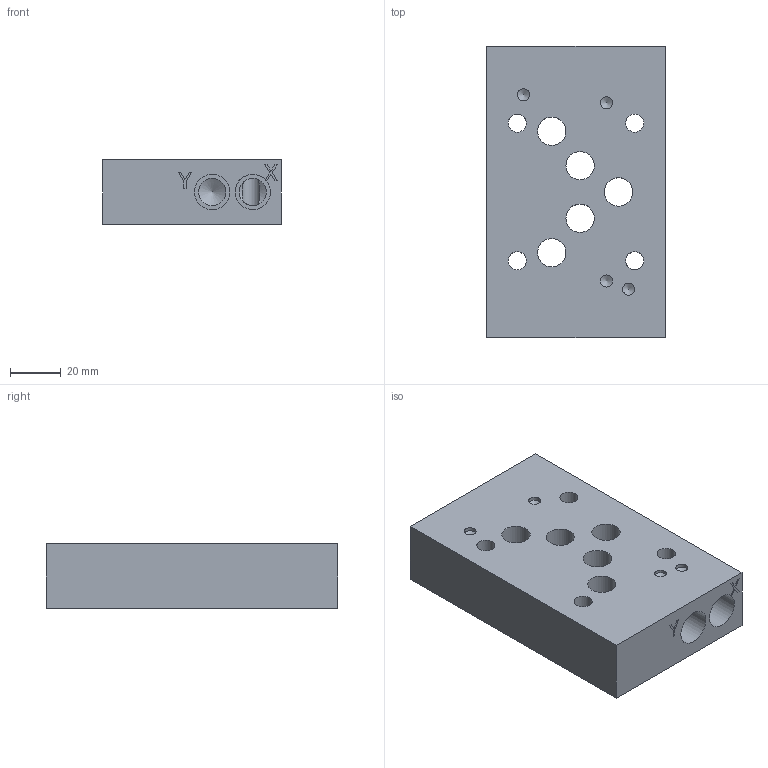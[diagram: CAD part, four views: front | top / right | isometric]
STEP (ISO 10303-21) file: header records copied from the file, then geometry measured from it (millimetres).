
FILE_DESCRIPTION(/* description */ (''),/* implementation_level */ '2;1');
FILE_NAME(/* name */ '_D05HTPXY4P.stp',/* time_stamp */ '2021-12-28T11:35:43-05:00',/* author */ ('jrf'),/* organization */ (''),/* preprocessor_version */ 'ST-DEVELOPER v18.1',/* originating_system */ 'Autodesk Inventor 2022',/* authorisation */ '');
FILE_SCHEMA (('AUTOMOTIVE_DESIGN { 1 0 10303 214 3 1 1 }'));
Length unit declared in the file: millimetre
Products named in the file (1): Part_AD05HTPXY4P.C02765R6_3D
Bounding box: 69.85 x 114.3 x 25.4 mm (x, y, z)
Volume: 170700.4 mm3; surface area: 35299.2 mm2
Topology: 1 solids, 1 shells, 414 faces, 1104 edges, 735 vertices
Faces by surface type: plane 317, bspline 57, cylinder 30, cone 10
Full cylindrical faces by diameter (mm): 4.75 x4, 7.137 x4, 10.719 x4, 11.125 x6, 13.868 x4, 15.875 x6
Entity records: 13519 total; most frequent: CARTESIAN_POINT 3099, ORIENTED_EDGE 2196, DIRECTION 1758, EDGE_CURVE 1098, LINE 910, VECTOR 910, VERTEX_POINT 734, EDGE_LOOP 484
